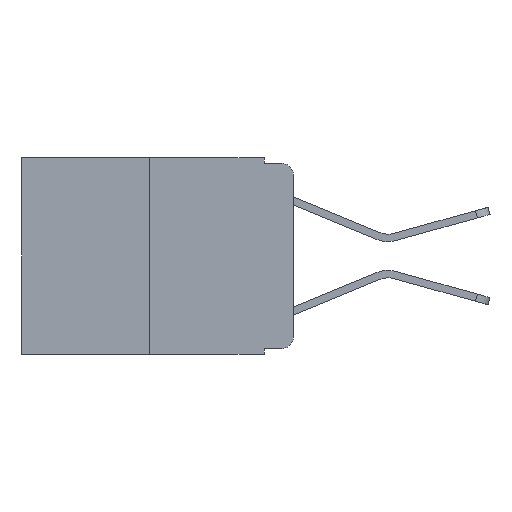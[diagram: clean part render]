
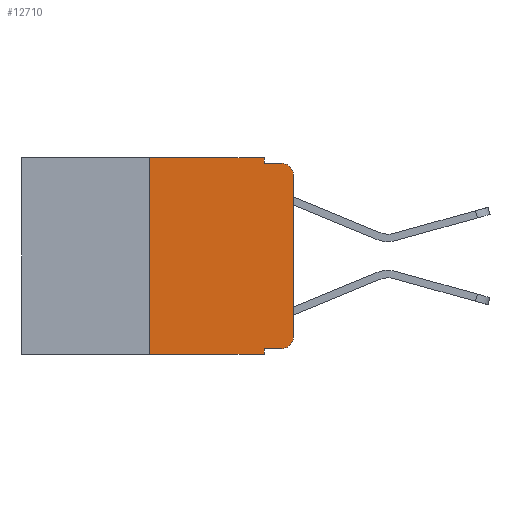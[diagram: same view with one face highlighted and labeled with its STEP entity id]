
A CAD part, left-side view. The second image highlights one B-rep face of the part: STEP entity #12710.
In plain terms, the highlighted planar face has unit normal (-1, 0, 0).
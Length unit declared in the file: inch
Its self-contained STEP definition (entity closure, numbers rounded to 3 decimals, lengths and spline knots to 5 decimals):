
#191 = VECTOR ( 'NONE', #8293, 39.37008 ) ;
#608 = CARTESIAN_POINT ( 'NONE',  ( 0., 0.051, -0.01 ) ) ;
#614 = VECTOR ( 'NONE', #10668, 39.37008 ) ;
#779 = EDGE_CURVE ( 'NONE', #14283, #16436, #6457, .T. ) ;
#896 = EDGE_CURVE ( 'NONE', #16249, #20648, #9356, .T. ) ;
#961 = LINE ( 'NONE', #8871, #22953 ) ;
#1028 = VECTOR ( 'NONE', #20990, 39.37008 ) ;
#1515 = DIRECTION ( 'NONE',  ( 0., 0., -1. ) ) ;
#1600 = EDGE_LOOP ( 'NONE', ( #16905, #17275, #16871, #8922, #18820, #1952, #8934, #25280, #15032, #13442 ) ) ;
#1952 = ORIENTED_EDGE ( 'NONE', *, *, #10977, .F. ) ;
#2003 = CARTESIAN_POINT ( 'NONE',  ( 0., 0.473, 0. ) ) ;
#2029 = CARTESIAN_POINT ( 'NONE',  ( 0., 0.25, 0. ) ) ;
#2707 = EDGE_CURVE ( 'NONE', #20957, #17632, #21987, .T. ) ;
#4295 = EDGE_CURVE ( 'NONE', #17632, #12484, #22178, .T. ) ;
#4385 = AXIS2_PLACEMENT_3D ( 'NONE', #24979, #7220, #1515 ) ;
#4537 = EDGE_CURVE ( 'NONE', #16436, #16249, #11376, .T. ) ;
#5022 = DIRECTION ( 'NONE',  ( 0., 0., -1. ) ) ;
#6008 = DIRECTION ( 'NONE',  ( 0., -1., 0. ) ) ;
#6457 = CIRCLE ( 'NONE', #6882, 0.02 ) ;
#6882 = AXIS2_PLACEMENT_3D ( 'NONE', #15025, #8919, #5022 ) ;
#7220 = DIRECTION ( 'NONE',  ( -1., 0., 0. ) ) ;
#7226 = CARTESIAN_POINT ( 'NONE',  ( 0., 0., 0. ) ) ;
#7430 = CARTESIAN_POINT ( 'NONE',  ( 0., 0.051, -0.343 ) ) ;
#8293 = DIRECTION ( 'NONE',  ( 0., 0., -1. ) ) ;
#8578 = VECTOR ( 'NONE', #22511, 39.37008 ) ;
#8871 = CARTESIAN_POINT ( 'NONE',  ( 0., 0.473, -0.343 ) ) ;
#8919 = DIRECTION ( 'NONE',  ( -1., 0., 0. ) ) ;
#8922 = ORIENTED_EDGE ( 'NONE', *, *, #4295, .F. ) ;
#8934 = ORIENTED_EDGE ( 'NONE', *, *, #14301, .T. ) ;
#9356 = CIRCLE ( 'NONE', #4385, 0.02 ) ;
#9934 = LINE ( 'NONE', #15659, #11400 ) ;
#10533 = LINE ( 'NONE', #24408, #614 ) ;
#10668 = DIRECTION ( 'NONE',  ( 0., -1., 0. ) ) ;
#10977 = EDGE_CURVE ( 'NONE', #17660, #20957, #21555, .T. ) ;
#11068 = CARTESIAN_POINT ( 'NONE',  ( 0., 0.02, -0.333 ) ) ;
#11305 = DIRECTION ( 'NONE',  ( 0., 0., 1. ) ) ;
#11376 = LINE ( 'NONE', #7226, #1028 ) ;
#11400 = VECTOR ( 'NONE', #17833, 39.37008 ) ;
#12484 = VERTEX_POINT ( 'NONE', #608 ) ;
#12527 = DIRECTION ( 'NONE',  ( 0., 0., -1. ) ) ;
#12710 = ADVANCED_FACE ( 'NONE', ( #15898 ), #23789, .F. ) ;
#12754 = EDGE_CURVE ( 'NONE', #12792, #19131, #14220, .T. ) ;
#12792 = VERTEX_POINT ( 'NONE', #16550 ) ;
#12874 = CARTESIAN_POINT ( 'NONE',  ( 0., 0., -0.03 ) ) ;
#13442 = ORIENTED_EDGE ( 'NONE', *, *, #779, .T. ) ;
#13957 = CARTESIAN_POINT ( 'NONE',  ( 0., 0.473, 0. ) ) ;
#14220 = LINE ( 'NONE', #20300, #8578 ) ;
#14274 = CARTESIAN_POINT ( 'NONE',  ( 0., 0.051, 0. ) ) ;
#14283 = VERTEX_POINT ( 'NONE', #11068 ) ;
#14301 = EDGE_CURVE ( 'NONE', #17660, #19131, #961, .T. ) ;
#14564 = EDGE_CURVE ( 'NONE', #12792, #14283, #10533, .T. ) ;
#15025 = CARTESIAN_POINT ( 'NONE',  ( 0., 0.02, -0.313 ) ) ;
#15032 = ORIENTED_EDGE ( 'NONE', *, *, #14564, .T. ) ;
#15067 = CARTESIAN_POINT ( 'NONE',  ( 0., 0., -0.313 ) ) ;
#15106 = DIRECTION ( 'NONE',  ( 0., -1., 0. ) ) ;
#15165 = EDGE_CURVE ( 'NONE', #12484, #20648, #9934, .T. ) ;
#15659 = CARTESIAN_POINT ( 'NONE',  ( 0., 0.051, -0.01 ) ) ;
#15898 = FACE_OUTER_BOUND ( 'NONE', #1600, .T. ) ;
#16249 = VERTEX_POINT ( 'NONE', #12874 ) ;
#16436 = VERTEX_POINT ( 'NONE', #15067 ) ;
#16550 = CARTESIAN_POINT ( 'NONE',  ( 0., 0.051, -0.333 ) ) ;
#16871 = ORIENTED_EDGE ( 'NONE', *, *, #15165, .F. ) ;
#16905 = ORIENTED_EDGE ( 'NONE', *, *, #4537, .T. ) ;
#17275 = ORIENTED_EDGE ( 'NONE', *, *, #896, .T. ) ;
#17632 = VERTEX_POINT ( 'NONE', #22259 ) ;
#17652 = CARTESIAN_POINT ( 'NONE',  ( 0., 0.25, 0. ) ) ;
#17660 = VERTEX_POINT ( 'NONE', #18612 ) ;
#17833 = DIRECTION ( 'NONE',  ( 0., -1., 0. ) ) ;
#18612 = CARTESIAN_POINT ( 'NONE',  ( 0., 0.25, -0.343 ) ) ;
#18820 = ORIENTED_EDGE ( 'NONE', *, *, #2707, .F. ) ;
#19131 = VERTEX_POINT ( 'NONE', #7430 ) ;
#20219 = CARTESIAN_POINT ( 'NONE',  ( 0., 0.02, -0.01 ) ) ;
#20300 = CARTESIAN_POINT ( 'NONE',  ( 0., 0.051, 0. ) ) ;
#20600 = AXIS2_PLACEMENT_3D ( 'NONE', #13957, #21873, #12527 ) ;
#20648 = VERTEX_POINT ( 'NONE', #20219 ) ;
#20957 = VERTEX_POINT ( 'NONE', #2029 ) ;
#20990 = DIRECTION ( 'NONE',  ( 0., 0., 1. ) ) ;
#21218 = VECTOR ( 'NONE', #6008, 39.37008 ) ;
#21555 = LINE ( 'NONE', #17652, #25052 ) ;
#21873 = DIRECTION ( 'NONE',  ( 1., 0., 0. ) ) ;
#21987 = LINE ( 'NONE', #2003, #21218 ) ;
#22178 = LINE ( 'NONE', #14274, #191 ) ;
#22259 = CARTESIAN_POINT ( 'NONE',  ( 0., 0.051, 0. ) ) ;
#22511 = DIRECTION ( 'NONE',  ( 0., 0., -1. ) ) ;
#22953 = VECTOR ( 'NONE', #15106, 39.37008 ) ;
#23789 = PLANE ( 'NONE',  #20600 ) ;
#24408 = CARTESIAN_POINT ( 'NONE',  ( 0., 0.051, -0.333 ) ) ;
#24979 = CARTESIAN_POINT ( 'NONE',  ( 0., 0.02, -0.03 ) ) ;
#25052 = VECTOR ( 'NONE', #11305, 39.37008 ) ;
#25280 = ORIENTED_EDGE ( 'NONE', *, *, #12754, .F. ) ;
